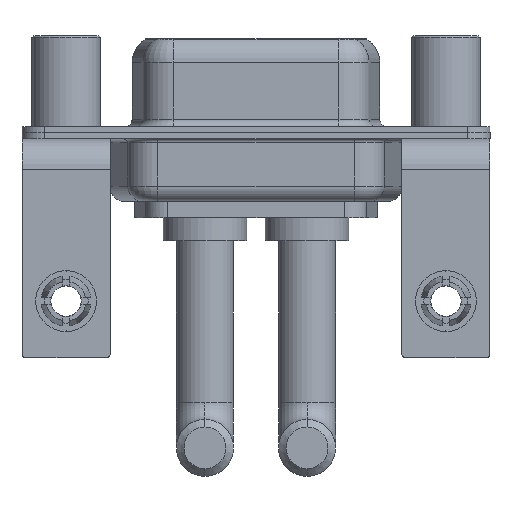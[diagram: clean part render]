
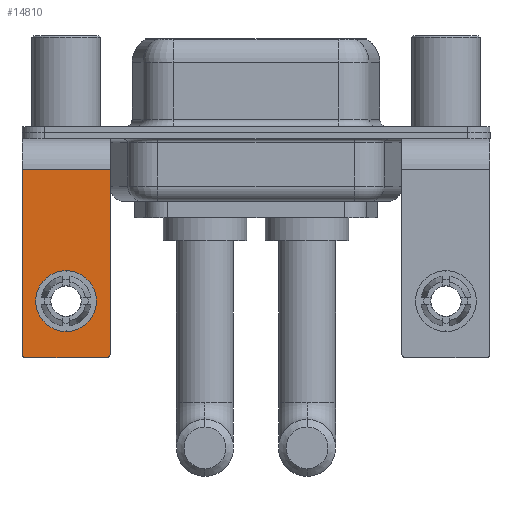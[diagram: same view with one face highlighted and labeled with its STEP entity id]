
A CAD part, front view. The second image highlights one B-rep face of the part: STEP entity #14810.
In plain terms, the highlighted planar face has unit normal (0, -1, 0).
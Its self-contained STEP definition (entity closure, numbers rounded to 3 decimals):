
#304 = EDGE_CURVE ( 'NONE', #12402, #10772, #9916, .T. ) ;
#352 = VERTEX_POINT ( 'NONE', #4555 ) ;
#522 = AXIS2_PLACEMENT_3D ( 'NONE', #3181, #2956, #3032 ) ;
#572 = DIRECTION ( 'NONE',  ( 0., 0., -1. ) ) ;
#621 = VERTEX_POINT ( 'NONE', #5754 ) ;
#1263 = ORIENTED_EDGE ( 'NONE', *, *, #7791, .T. ) ;
#1538 = CARTESIAN_POINT ( 'NONE',  ( 2.9, -6.25, -2.4 ) ) ;
#1634 = VERTEX_POINT ( 'NONE', #2382 ) ;
#1831 = CIRCLE ( 'NONE', #2849, 2. ) ;
#2087 = AXIS2_PLACEMENT_3D ( 'NONE', #11620, #4385, #11461 ) ;
#2382 = CARTESIAN_POINT ( 'NONE',  ( 2.9, -6.25, -2.4 ) ) ;
#2415 = AXIS2_PLACEMENT_3D ( 'NONE', #3904, #8768, #11060 ) ;
#2849 = AXIS2_PLACEMENT_3D ( 'NONE', #2958, #7823, #15188 ) ;
#2906 = CARTESIAN_POINT ( 'NONE',  ( 2.9, -6.25, -2.4 ) ) ;
#2907 = CARTESIAN_POINT ( 'NONE',  ( 2.9, -6.25, -14.55 ) ) ;
#2956 = DIRECTION ( 'NONE',  ( 0., -1., 0. ) ) ;
#2958 = CARTESIAN_POINT ( 'NONE',  ( 0., -6.25, -11.07 ) ) ;
#3032 = DIRECTION ( 'NONE',  ( 0., 0., 1. ) ) ;
#3181 = CARTESIAN_POINT ( 'NONE',  ( -2.65, -6.25, -14.55 ) ) ;
#3745 = CARTESIAN_POINT ( 'NONE',  ( -2.9, -6.25, -2.4 ) ) ;
#3904 = CARTESIAN_POINT ( 'NONE',  ( 0., -6.25, -11.07 ) ) ;
#4146 = PLANE ( 'NONE',  #2087 ) ;
#4385 = DIRECTION ( 'NONE',  ( 0., 1., 0. ) ) ;
#4411 = CARTESIAN_POINT ( 'NONE',  ( -2.65, -6.25, -14.8 ) ) ;
#4456 = CIRCLE ( 'NONE', #2415, 2. ) ;
#4555 = CARTESIAN_POINT ( 'NONE',  ( 0., -6.25, -13.07 ) ) ;
#4925 = ORIENTED_EDGE ( 'NONE', *, *, #11575, .T. ) ;
#5474 = EDGE_CURVE ( 'NONE', #12402, #14491, #15685, .T. ) ;
#5754 = CARTESIAN_POINT ( 'NONE',  ( 0., -6.25, -9.07 ) ) ;
#5765 = EDGE_CURVE ( 'NONE', #1634, #10772, #7424, .T. ) ;
#5824 = VECTOR ( 'NONE', #15526, 1000. ) ;
#5860 = CIRCLE ( 'NONE', #522, 0.25 ) ;
#6069 = DIRECTION ( 'NONE',  ( 0., 0., -1. ) ) ;
#7424 = LINE ( 'NONE', #1538, #13949 ) ;
#7791 = EDGE_CURVE ( 'NONE', #621, #352, #4456, .T. ) ;
#7823 = DIRECTION ( 'NONE',  ( 0., 1., 0. ) ) ;
#7858 = CARTESIAN_POINT ( 'NONE',  ( 2.65, -6.25, -14.8 ) ) ;
#8320 = EDGE_LOOP ( 'NONE', ( #4925, #10745, #10535, #13911, #15473, #12033 ) ) ;
#8768 = DIRECTION ( 'NONE',  ( 0., 1., 0. ) ) ;
#9122 = DIRECTION ( 'NONE',  ( -1., 0., 0. ) ) ;
#9246 = LINE ( 'NONE', #11377, #15460 ) ;
#9426 = CARTESIAN_POINT ( 'NONE',  ( 2.9, -6.25, -14.8 ) ) ;
#9822 = EDGE_CURVE ( 'NONE', #1634, #10091, #13805, .T. ) ;
#9825 = CARTESIAN_POINT ( 'NONE',  ( -2.9, -6.25, -14.55 ) ) ;
#9916 = CIRCLE ( 'NONE', #11435, 0.25 ) ;
#10091 = VERTEX_POINT ( 'NONE', #3745 ) ;
#10308 = VECTOR ( 'NONE', #9122, 1000. ) ;
#10533 = CARTESIAN_POINT ( 'NONE',  ( 2.65, -6.25, -14.55 ) ) ;
#10535 = ORIENTED_EDGE ( 'NONE', *, *, #5474, .F. ) ;
#10554 = EDGE_LOOP ( 'NONE', ( #12349, #1263 ) ) ;
#10745 = ORIENTED_EDGE ( 'NONE', *, *, #12908, .T. ) ;
#10772 = VERTEX_POINT ( 'NONE', #2907 ) ;
#10854 = VERTEX_POINT ( 'NONE', #9825 ) ;
#11060 = DIRECTION ( 'NONE',  ( 0., 0., 1. ) ) ;
#11377 = CARTESIAN_POINT ( 'NONE',  ( -2.9, -6.25, -2.4 ) ) ;
#11435 = AXIS2_PLACEMENT_3D ( 'NONE', #10533, #13944, #12819 ) ;
#11461 = DIRECTION ( 'NONE',  ( 0., 0., 1. ) ) ;
#11575 = EDGE_CURVE ( 'NONE', #10091, #10854, #9246, .T. ) ;
#11620 = CARTESIAN_POINT ( 'NONE',  ( 2.9, -6.25, -2.4 ) ) ;
#12033 = ORIENTED_EDGE ( 'NONE', *, *, #9822, .T. ) ;
#12349 = ORIENTED_EDGE ( 'NONE', *, *, #14779, .T. ) ;
#12402 = VERTEX_POINT ( 'NONE', #7858 ) ;
#12719 = FACE_OUTER_BOUND ( 'NONE', #8320, .T. ) ;
#12819 = DIRECTION ( 'NONE',  ( 0., 0., 1. ) ) ;
#12908 = EDGE_CURVE ( 'NONE', #10854, #14491, #5860, .T. ) ;
#12962 = FACE_BOUND ( 'NONE', #10554, .T. ) ;
#13805 = LINE ( 'NONE', #2906, #10308 ) ;
#13911 = ORIENTED_EDGE ( 'NONE', *, *, #304, .T. ) ;
#13944 = DIRECTION ( 'NONE',  ( 0., -1., 0. ) ) ;
#13949 = VECTOR ( 'NONE', #6069, 1000. ) ;
#14491 = VERTEX_POINT ( 'NONE', #4411 ) ;
#14779 = EDGE_CURVE ( 'NONE', #352, #621, #1831, .T. ) ;
#14810 = ADVANCED_FACE ( 'NONE', ( #12962, #12719 ), #4146, .F. ) ;
#15188 = DIRECTION ( 'NONE',  ( 0., 0., 1. ) ) ;
#15460 = VECTOR ( 'NONE', #572, 1000. ) ;
#15473 = ORIENTED_EDGE ( 'NONE', *, *, #5765, .F. ) ;
#15526 = DIRECTION ( 'NONE',  ( -1., 0., 0. ) ) ;
#15685 = LINE ( 'NONE', #9426, #5824 ) ;
